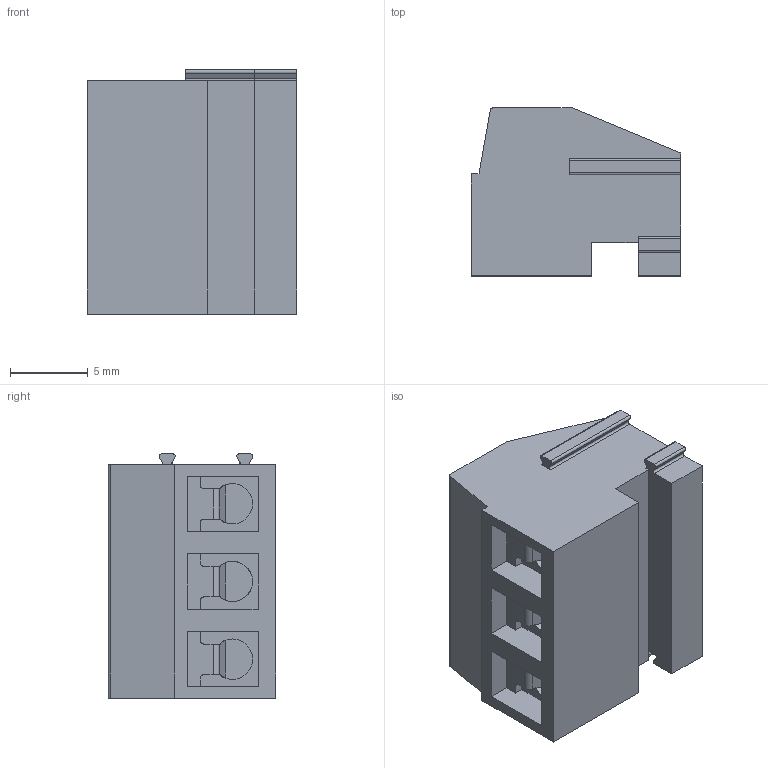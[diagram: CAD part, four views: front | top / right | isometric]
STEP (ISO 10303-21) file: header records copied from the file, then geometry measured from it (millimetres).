
FILE_DESCRIPTION((''),'2;1');
FILE_NAME('TL205T-04P-XS','2024-09-20T',('sj'),(''),'PRO/ENGINEER BY PARAMETRIC TECHNOLOGY CORPORATION, 2013240','PRO/ENGINEER BY PARAMETRIC TECHNOLOGY CORPORATION, 2013240','');
FILE_SCHEMA(('AUTOMOTIVE_DESIGN_CC2 { 1 2 10303 214 -1 1 5 2 }'));
Length unit declared in the file: millimetre
Products named in the file (1): TL205T-04P-XS
Bounding box: 13.5 x 10.8 x 15.7 mm (x, y, z)
Volume: 1517.5 mm3; surface area: 1455.1 mm2
Topology: 1 solids, 1 shells, 160 faces, 432 edges, 291 vertices
Faces by surface type: plane 103, cylinder 53, cone 4
Entity records: 6549 total; most frequent: CARTESIAN_POINT 1094, ORIENTED_EDGE 864, DIRECTION 856, PRESENTATION_STYLE_ASSIGNMENT 433, STYLED_ITEM 433, CURVE_STYLE 432, EDGE_CURVE 432, VERTEX_POINT 291
